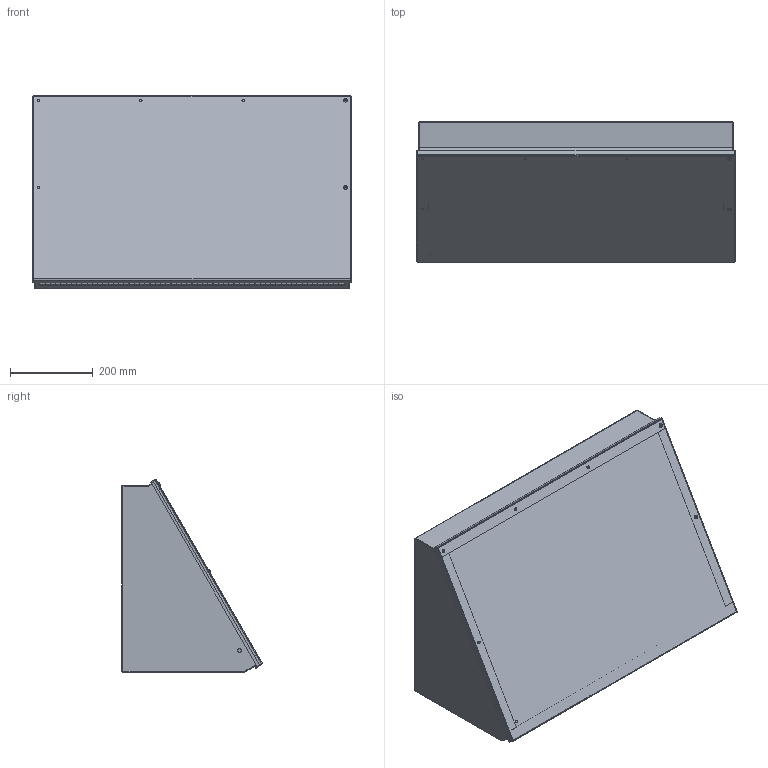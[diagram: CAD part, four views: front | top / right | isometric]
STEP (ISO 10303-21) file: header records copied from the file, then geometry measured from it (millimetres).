
FILE_DESCRIPTION (( 'STEP AP203' ), '1' );
FILE_NAME ('1488LQ13_Default.step', '2019-11-12T18:47:10', ( '' ), ( '' ), 'SwSTEP 2.0', 'SolidWorks 2019', '' );
FILE_SCHEMA (( 'CONFIG_CONTROL_DESIGN' ));
Length unit declared in the file: inch
Products named in the file (1): 1488LQ13_Default
Bounding box: 770.71 x 339.72 x 467.29 mm (x, y, z)
Volume: 2842647.9 mm3; surface area: 2872551.7 mm2
Topology: 21 solids, 21 shells, 918 faces, 2831 edges, 1865 vertices
Faces by surface type: plane 599, cylinder 279, cone 24, bspline 12, torus 4
Entity records: 32518 total; most frequent: CARTESIAN_POINT 6471, ORIENTED_EDGE 5658, DIRECTION 5377, EDGE_CURVE 2829, VECTOR 1899, LINE 1899, VERTEX_POINT 1865, AXIS2_PLACEMENT_3D 1739
